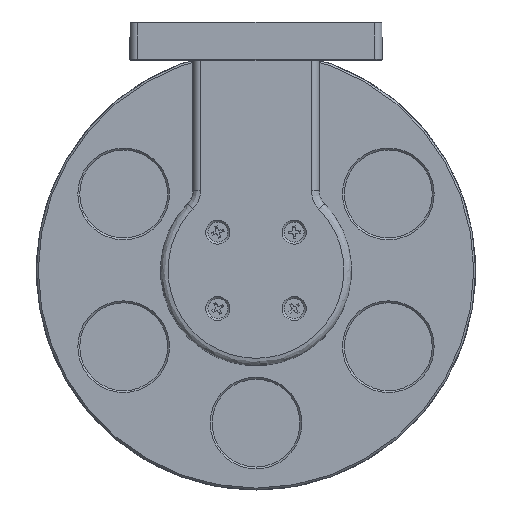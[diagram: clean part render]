
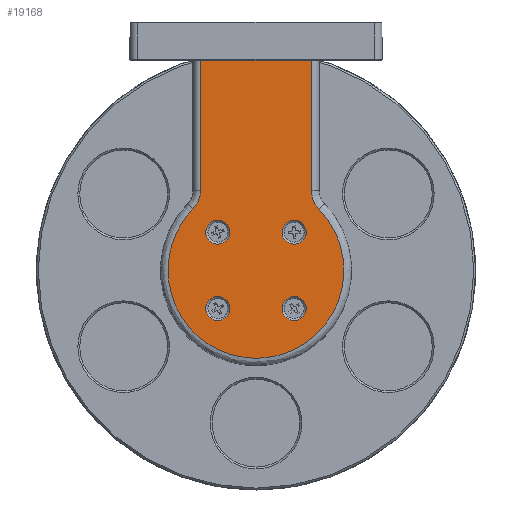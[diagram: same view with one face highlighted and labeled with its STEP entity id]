
A CAD part, front view. The second image highlights one B-rep face of the part: STEP entity #19168.
In plain terms, the highlighted planar face has unit normal (0, -1, 0).
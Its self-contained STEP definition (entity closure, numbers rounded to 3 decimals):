
#27 = EDGE_CURVE ( 'NONE', #12041, #12041, #11611, .T. ) ;
#212 = VERTEX_POINT ( 'NONE', #19792 ) ;
#1011 = VERTEX_POINT ( 'NONE', #10548 ) ;
#1755 = DIRECTION ( 'NONE',  ( 0., -1., 0. ) ) ;
#1832 = ORIENTED_EDGE ( 'NONE', *, *, #8178, .F. ) ;
#1850 = FACE_BOUND ( 'NONE', #20820, .T. ) ;
#1879 = CARTESIAN_POINT ( 'NONE',  ( 4.282, -10.278, 86.041 ) ) ;
#1882 = CARTESIAN_POINT ( 'NONE',  ( -26.702, -10.278, 90.922 ) ) ;
#2250 = EDGE_CURVE ( 'NONE', #212, #14394, #4252, .T. ) ;
#3214 = CARTESIAN_POINT ( 'NONE',  ( 2.298, -10.278, 90.922 ) ) ;
#3433 = FACE_BOUND ( 'NONE', #17309, .T. ) ;
#3588 = CARTESIAN_POINT ( 'NONE',  ( -26.702, -10.278, 90.922 ) ) ;
#3864 =( BOUNDED_CURVE ( )  B_SPLINE_CURVE ( 3, ( #19378, #6780, #5188, #3588 ),
 .UNSPECIFIED., .F., .F. ) 
 B_SPLINE_CURVE_WITH_KNOTS ( ( 4, 4 ),
 ( 0., 1. ),
 .UNSPECIFIED. ) 
 CURVE ( )  GEOMETRIC_REPRESENTATION_ITEM ( )  RATIONAL_B_SPLINE_CURVE ( ( 1., 0.951, 0.951, 1. ) ) 
 REPRESENTATION_ITEM ( '' )  );
#3865 = CARTESIAN_POINT ( 'NONE',  ( -22.202, -10.278, 60. ) ) ;
#4162 = AXIS2_PLACEMENT_3D ( 'NONE', #13118, #17982, #8015 ) ;
#4252 = LINE ( 'NONE', #14227, #16864 ) ;
#4260 = EDGE_CURVE ( 'NONE', #1011, #1011, #12994, .T. ) ;
#4442 = VECTOR ( 'NONE', #4590, 1000. ) ;
#4493 = CARTESIAN_POINT ( 'NONE',  ( -28.685, -10.278, 86.041 ) ) ;
#4590 = DIRECTION ( 'NONE',  ( 0., 0., -1. ) ) ;
#4922 = FACE_BOUND ( 'NONE', #15870, .T. ) ;
#5188 = CARTESIAN_POINT ( 'NONE',  ( -26.702, -10.278, 89.075 ) ) ;
#5249 = DIRECTION ( 'NONE',  ( 0., 0., 1. ) ) ;
#5312 = EDGE_CURVE ( 'NONE', #20624, #20624, #18761, .T. ) ;
#5356 = VERTEX_POINT ( 'NONE', #8644 ) ;
#5383 = CARTESIAN_POINT ( 'NONE',  ( -28.685, -10.278, 86.041 ) ) ;
#5495 =( BOUNDED_CURVE ( )  B_SPLINE_CURVE ( 3, ( #3214, #17842, #9471, #10954 ),
 .UNSPECIFIED., .F., .F. ) 
 B_SPLINE_CURVE_WITH_KNOTS ( ( 4, 4 ),
 ( 0., 1. ),
 .UNSPECIFIED. ) 
 CURVE ( )  GEOMETRIC_REPRESENTATION_ITEM ( )  RATIONAL_B_SPLINE_CURVE ( ( 1., 0.951, 0.951, 1. ) ) 
 REPRESENTATION_ITEM ( '' )  );
#5849 = DIRECTION ( 'NONE',  ( 1., 0., 0. ) ) ;
#6164 = DIRECTION ( 'NONE',  ( 0., 0., -1. ) ) ;
#6384 = EDGE_CURVE ( 'NONE', #11454, #6985, #5495, .T. ) ;
#6416 = CARTESIAN_POINT ( 'NONE',  ( -2.202, -10.278, 60. ) ) ;
#6511 = FACE_OUTER_BOUND ( 'NONE', #9449, .T. ) ;
#6780 = CARTESIAN_POINT ( 'NONE',  ( -27.397, -10.278, 87.364 ) ) ;
#6985 = VERTEX_POINT ( 'NONE', #17174 ) ;
#7422 = VERTEX_POINT ( 'NONE', #1882 ) ;
#7456 = ORIENTED_EDGE ( 'NONE', *, *, #6384, .F. ) ;
#7870 = AXIS2_PLACEMENT_3D ( 'NONE', #8317, #11379, #5249 ) ;
#8015 = DIRECTION ( 'NONE',  ( 0., 0., -1. ) ) ;
#8178 = EDGE_CURVE ( 'NONE', #9782, #7422, #3864, .T. ) ;
#8317 = CARTESIAN_POINT ( 'NONE',  ( -12.202, -10.278, 70. ) ) ;
#8347 = CARTESIAN_POINT ( 'NONE',  ( 20.905, -10.278, 68.958 ) ) ;
#8506 = AXIS2_PLACEMENT_3D ( 'NONE', #3865, #10330, #8749 ) ;
#8644 = CARTESIAN_POINT ( 'NONE',  ( -22.202, -10.278, 56.85 ) ) ;
#8749 = DIRECTION ( 'NONE',  ( 0., 0., -1. ) ) ;
#8862 = CARTESIAN_POINT ( 'NONE',  ( -2.202, -10.278, 56.85 ) ) ;
#8874 =( BOUNDED_CURVE ( )  B_SPLINE_CURVE ( 3, ( #1879, #8347, #20300, #18497, #15143, #15247, #5383 ),
 .UNSPECIFIED., .F., .F. ) 
 B_SPLINE_CURVE_WITH_KNOTS ( ( 4, 3, 4 ),
 ( 0., 0.5, 1. ),
 .UNSPECIFIED. ) 
 CURVE ( )  GEOMETRIC_REPRESENTATION_ITEM ( )  RATIONAL_B_SPLINE_CURVE ( ( 1., 0.593, 0.593, 1., 0.593, 0.593, 1. ) ) 
 REPRESENTATION_ITEM ( '' )  );
#9449 = EDGE_LOOP ( 'NONE', ( #18763, #17553, #13698, #1832, #17583, #7456 ) ) ;
#9471 = CARTESIAN_POINT ( 'NONE',  ( 2.993, -10.278, 87.364 ) ) ;
#9782 = VERTEX_POINT ( 'NONE', #4493 ) ;
#10140 = CARTESIAN_POINT ( 'NONE',  ( -22.202, -10.278, 76.85 ) ) ;
#10285 = AXIS2_PLACEMENT_3D ( 'NONE', #13051, #19179, #6164 ) ;
#10330 = DIRECTION ( 'NONE',  ( 0., -1., 0. ) ) ;
#10548 = CARTESIAN_POINT ( 'NONE',  ( -2.202, -10.278, 76.85 ) ) ;
#10954 = CARTESIAN_POINT ( 'NONE',  ( 4.282, -10.278, 86.041 ) ) ;
#11379 = DIRECTION ( 'NONE',  ( 0., 1., 0. ) ) ;
#11454 = VERTEX_POINT ( 'NONE', #20666 ) ;
#11611 = CIRCLE ( 'NONE', #4162, 3.15 ) ;
#12041 = VERTEX_POINT ( 'NONE', #10140 ) ;
#12330 = LINE ( 'NONE', #15929, #4442 ) ;
#12714 = CARTESIAN_POINT ( 'NONE',  ( -26.702, -10.278, 70. ) ) ;
#12936 = ORIENTED_EDGE ( 'NONE', *, *, #5312, .F. ) ;
#12989 = DIRECTION ( 'NONE',  ( 0., 0., -1. ) ) ;
#12994 = CIRCLE ( 'NONE', #10285, 3.15 ) ;
#13051 = CARTESIAN_POINT ( 'NONE',  ( -2.202, -10.278, 80. ) ) ;
#13118 = CARTESIAN_POINT ( 'NONE',  ( -22.202, -10.278, 80. ) ) ;
#13698 = ORIENTED_EDGE ( 'NONE', *, *, #20392, .F. ) ;
#14227 = CARTESIAN_POINT ( 'NONE',  ( -12.202, -10.278, 125. ) ) ;
#14348 = VECTOR ( 'NONE', #19069, 1000. ) ;
#14394 = VERTEX_POINT ( 'NONE', #14459 ) ;
#14459 = CARTESIAN_POINT ( 'NONE',  ( 2.298, -10.278, 125. ) ) ;
#14903 = FACE_BOUND ( 'NONE', #20064, .T. ) ;
#14978 = ORIENTED_EDGE ( 'NONE', *, *, #4260, .F. ) ;
#15143 = CARTESIAN_POINT ( 'NONE',  ( -36.037, -10.278, 47. ) ) ;
#15247 = CARTESIAN_POINT ( 'NONE',  ( -45.308, -10.278, 68.958 ) ) ;
#15458 = EDGE_CURVE ( 'NONE', #5356, #5356, #16968, .T. ) ;
#15686 = EDGE_CURVE ( 'NONE', #14394, #11454, #12330, .T. ) ;
#15870 = EDGE_LOOP ( 'NONE', ( #12936 ) ) ;
#15900 = LINE ( 'NONE', #12714, #14348 ) ;
#15929 = CARTESIAN_POINT ( 'NONE',  ( 2.298, -10.278, 70. ) ) ;
#16727 = ORIENTED_EDGE ( 'NONE', *, *, #15458, .F. ) ;
#16864 = VECTOR ( 'NONE', #5849, 1000. ) ;
#16901 = ORIENTED_EDGE ( 'NONE', *, *, #27, .F. ) ;
#16968 = CIRCLE ( 'NONE', #8506, 3.15 ) ;
#17074 = AXIS2_PLACEMENT_3D ( 'NONE', #6416, #1755, #12989 ) ;
#17174 = CARTESIAN_POINT ( 'NONE',  ( 4.282, -10.278, 86.041 ) ) ;
#17256 = EDGE_CURVE ( 'NONE', #6985, #9782, #8874, .T. ) ;
#17309 = EDGE_LOOP ( 'NONE', ( #14978 ) ) ;
#17553 = ORIENTED_EDGE ( 'NONE', *, *, #2250, .F. ) ;
#17583 = ORIENTED_EDGE ( 'NONE', *, *, #17256, .F. ) ;
#17842 = CARTESIAN_POINT ( 'NONE',  ( 2.298, -10.278, 89.075 ) ) ;
#17982 = DIRECTION ( 'NONE',  ( 0., -1., 0. ) ) ;
#18057 = PLANE ( 'NONE',  #7870 ) ;
#18497 = CARTESIAN_POINT ( 'NONE',  ( -12.202, -10.278, 47. ) ) ;
#18761 = CIRCLE ( 'NONE', #17074, 3.15 ) ;
#18763 = ORIENTED_EDGE ( 'NONE', *, *, #15686, .F. ) ;
#19069 = DIRECTION ( 'NONE',  ( 0., 0., 1. ) ) ;
#19168 = ADVANCED_FACE ( 'NONE', ( #6511, #4922, #1850, #3433, #14903 ), #18057, .F. ) ;
#19179 = DIRECTION ( 'NONE',  ( 0., -1., 0. ) ) ;
#19378 = CARTESIAN_POINT ( 'NONE',  ( -28.685, -10.278, 86.041 ) ) ;
#19792 = CARTESIAN_POINT ( 'NONE',  ( -26.702, -10.278, 125. ) ) ;
#20064 = EDGE_LOOP ( 'NONE', ( #16727 ) ) ;
#20300 = CARTESIAN_POINT ( 'NONE',  ( 11.634, -10.278, 47. ) ) ;
#20392 = EDGE_CURVE ( 'NONE', #7422, #212, #15900, .T. ) ;
#20624 = VERTEX_POINT ( 'NONE', #8862 ) ;
#20666 = CARTESIAN_POINT ( 'NONE',  ( 2.298, -10.278, 90.922 ) ) ;
#20820 = EDGE_LOOP ( 'NONE', ( #16901 ) ) ;
